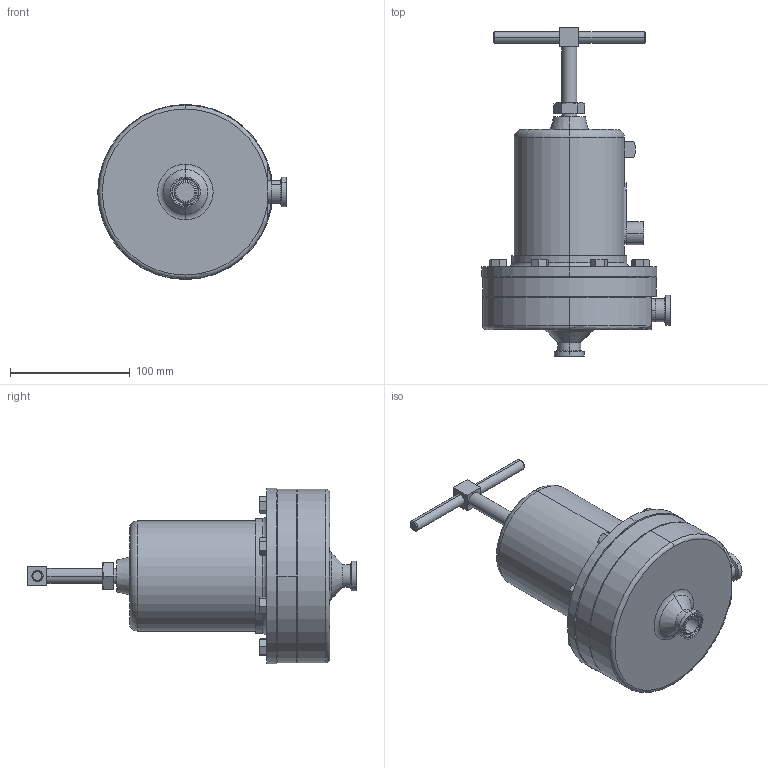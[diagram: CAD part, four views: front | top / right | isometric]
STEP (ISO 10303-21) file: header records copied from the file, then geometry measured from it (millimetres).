
FILE_DESCRIPTION (( 'STEP AP203' ), '1' );
FILE_NAME ('96AA-075.STEP', '2017-06-07T12:43:19', ( '' ), ( '' ), 'SwSTEP 2.0', 'SolidWorks 2014', '' );
FILE_SCHEMA (( 'CONFIG_CONTROL_DESIGN' ));
Length unit declared in the file: inch
Products named in the file (2): 96AA-075
Bounding box: 157.1 x 273.63 x 146.05 mm (x, y, z)
Volume: 1688544.9 mm3; surface area: 154484.4 mm2
Topology: 3 solids, 3 shells, 316 faces, 697 edges, 428 vertices
Faces by surface type: plane 112, cone 94, cylinder 88, torus 22
Entity records: 9479 total; most frequent: CARTESIAN_POINT 2295, DIRECTION 1529, ORIENTED_EDGE 1394, EDGE_CURVE 697, AXIS2_PLACEMENT_3D 629, VERTEX_POINT 428, EDGE_LOOP 373, FACE_OUTER_BOUND 316
